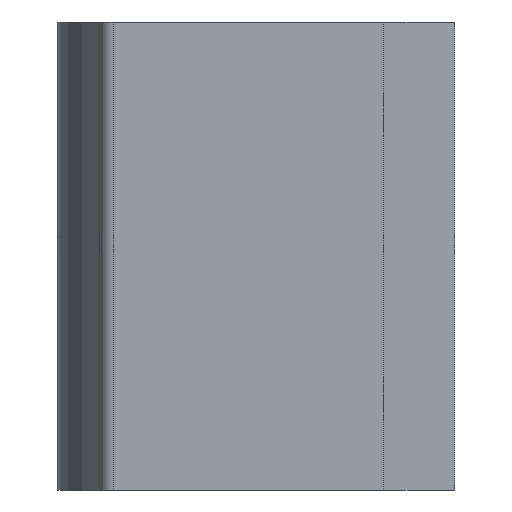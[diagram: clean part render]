
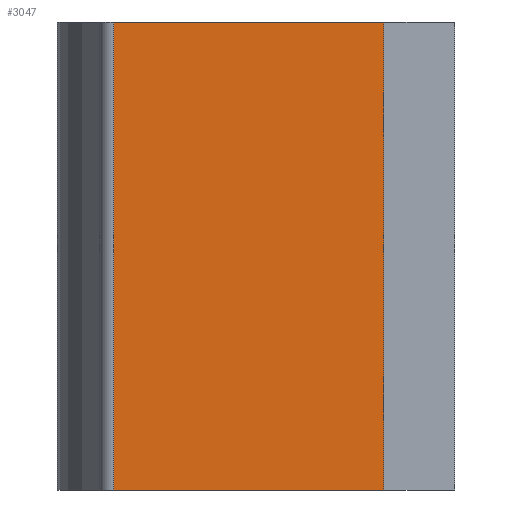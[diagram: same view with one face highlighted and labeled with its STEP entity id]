
A CAD part, left-side view. The second image highlights one B-rep face of the part: STEP entity #3047.
In plain terms, the highlighted planar face has unit normal (-1, 0, 0).
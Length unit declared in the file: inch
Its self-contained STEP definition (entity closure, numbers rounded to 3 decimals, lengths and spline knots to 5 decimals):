
#16 = VERTEX_POINT ( 'NONE', #565 ) ;
#141 = EDGE_CURVE ( 'NONE', #16, #1500, #875, .T. ) ;
#199 = DIRECTION ( 'NONE',  ( 0., 0., -1. ) ) ;
#209 = VERTEX_POINT ( 'NONE', #1864 ) ;
#270 = LINE ( 'NONE', #3490, #1761 ) ;
#288 = DIRECTION ( 'NONE',  ( 0., 1., 0. ) ) ;
#305 = CARTESIAN_POINT ( 'NONE',  ( -0.9375, 0., -1.03125 ) ) ;
#394 = DIRECTION ( 'NONE',  ( 1., 0., 0. ) ) ;
#409 = FACE_OUTER_BOUND ( 'NONE', #2362, .T. ) ;
#435 = ORIENTED_EDGE ( 'NONE', *, *, #141, .F. ) ;
#565 = CARTESIAN_POINT ( 'NONE',  ( -0.9375, -0.625, -1.03125 ) ) ;
#757 = EDGE_CURVE ( 'NONE', #16, #209, #1704, .T. ) ;
#875 = LINE ( 'NONE', #305, #3180 ) ;
#1000 = ORIENTED_EDGE ( 'NONE', *, *, #2144, .T. ) ;
#1213 = CARTESIAN_POINT ( 'NONE',  ( -0.9375, 0., -1.03125 ) ) ;
#1500 = VERTEX_POINT ( 'NONE', #2273 ) ;
#1691 = CARTESIAN_POINT ( 'NONE',  ( -0.9375, 0.566, 1.03125 ) ) ;
#1704 = LINE ( 'NONE', #2223, #2581 ) ;
#1709 = VECTOR ( 'NONE', #199, 39.37008 ) ;
#1761 = VECTOR ( 'NONE', #288, 39.37008 ) ;
#1801 = ORIENTED_EDGE ( 'NONE', *, *, #757, .T. ) ;
#1864 = CARTESIAN_POINT ( 'NONE',  ( -0.9375, -0.625, 1.03125 ) ) ;
#2040 = DIRECTION ( 'NONE',  ( 0., 1., 0. ) ) ;
#2144 = EDGE_CURVE ( 'NONE', #209, #2491, #270, .T. ) ;
#2183 = LINE ( 'NONE', #2756, #1709 ) ;
#2223 = CARTESIAN_POINT ( 'NONE',  ( -0.9375, -0.625, -1.58046 ) ) ;
#2273 = CARTESIAN_POINT ( 'NONE',  ( -0.9375, 0.566, -1.03125 ) ) ;
#2362 = EDGE_LOOP ( 'NONE', ( #1000, #3382, #435, #1801 ) ) ;
#2491 = VERTEX_POINT ( 'NONE', #1691 ) ;
#2581 = VECTOR ( 'NONE', #3116, 39.37008 ) ;
#2666 = DIRECTION ( 'NONE',  ( 0., 0., -1. ) ) ;
#2756 = CARTESIAN_POINT ( 'NONE',  ( -0.9375, 0.566, -1.03125 ) ) ;
#2829 = AXIS2_PLACEMENT_3D ( 'NONE', #1213, #394, #2666 ) ;
#2985 = PLANE ( 'NONE',  #2829 ) ;
#3047 = ADVANCED_FACE ( 'NONE', ( #409 ), #2985, .F. ) ;
#3116 = DIRECTION ( 'NONE',  ( 0., 0., 1. ) ) ;
#3180 = VECTOR ( 'NONE', #2040, 39.37008 ) ;
#3214 = EDGE_CURVE ( 'NONE', #2491, #1500, #2183, .T. ) ;
#3382 = ORIENTED_EDGE ( 'NONE', *, *, #3214, .T. ) ;
#3490 = CARTESIAN_POINT ( 'NONE',  ( -0.9375, 0., 1.03125 ) ) ;
